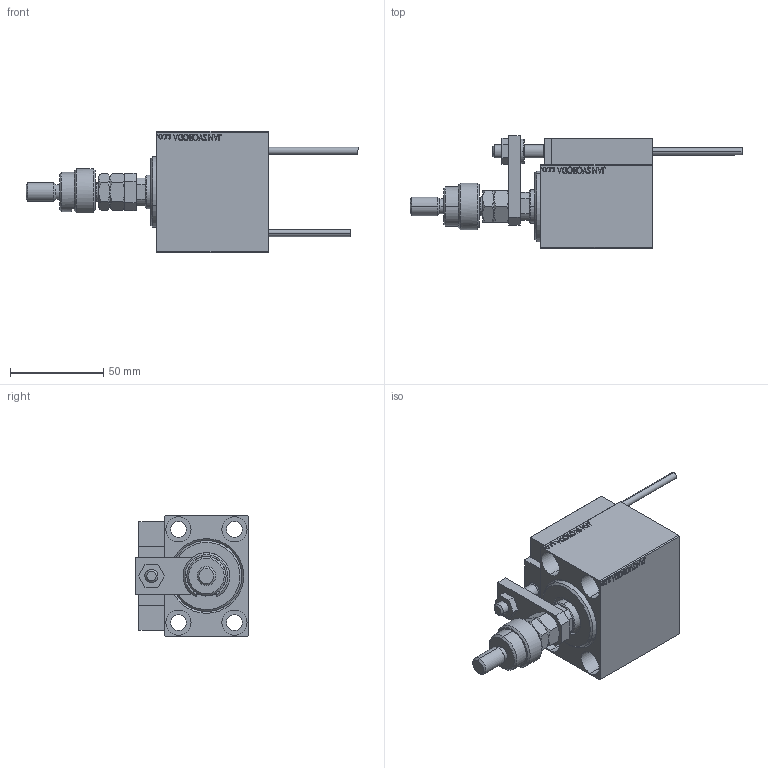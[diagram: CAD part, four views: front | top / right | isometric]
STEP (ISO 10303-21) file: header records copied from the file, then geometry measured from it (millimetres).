
FILE_DESCRIPTION (( 'STEP AP203' ), '1' );
FILE_NAME ('1348.STEP', '2022-04-17T00:33:04', ( '' ), ( '' ), 'SwSTEP 2.0', 'SolidWorks 2019', '' );
FILE_SCHEMA (( 'CONFIG_CONTROL_DESIGN' ));
Length unit declared in the file: millimetre
Products named in the file (18): NUT_D12 cd0083dd6e9864e5216f1a787f71944b; V450CM_C_Body cd0083dd6e9864e5216f1a787f71944b; FEMALE_PART_FOR_DFA cd0083dd6e9864e5216f1a787f71944b; ZARAZKA cd0083dd6e9864e5216f1a787f71944b; V450CM_C_VCP cd0083dd6e9864e5216f1a787f71944b; SWITCH DIM B,W cd0083dd6e9864e5216f1a787f71944b; TYC_L79 cd0083dd6e9864e5216f1a787f71944b; ALLEN BOLT D8 cd0083dd6e9864e5216f1a787f71944b; SWITCH_X_FRONT_BACK cd0083dd6e9864e5216f1a787f71944b; Block cd0083dd6e9864e5216f1a787f71944b; MFA cd0083dd6e9864e5216f1a787f71944b; V450CM_VC_B cd0083dd6e9864e5216f1a787f71944b; MAGNET cd0083dd6e9864e5216f1a787f71944b; 1348; X_Y_DFA cd0083dd6e9864e5216f1a787f71944b; KONCOVKA cd0083dd6e9864e5216f1a787f71944b; ALLEN BOLT D5 cd0083dd6e9864e5216f1a787f71944b; SWITCH X cd0083dd6e9864e5216f1a787f71944b
Assembly tree (27 placements, depth 3):
  1348
    V450CM_C_Body cd0083dd6e9864e5216f1a787f71944b
    SWITCH X cd0083dd6e9864e5216f1a787f71944b
      SWITCH_X_FRONT_BACK cd0083dd6e9864e5216f1a787f71944b  x2
      TYC_L79 cd0083dd6e9864e5216f1a787f71944b
      Block cd0083dd6e9864e5216f1a787f71944b  x2
      ALLEN BOLT D5 cd0083dd6e9864e5216f1a787f71944b  x4
      ALLEN BOLT D8 cd0083dd6e9864e5216f1a787f71944b  x4
      MAGNET cd0083dd6e9864e5216f1a787f71944b  x2
      KONCOVKA cd0083dd6e9864e5216f1a787f71944b  x2
    NUT_D12 cd0083dd6e9864e5216f1a787f71944b
    SWITCH DIM B,W cd0083dd6e9864e5216f1a787f71944b
    ZARAZKA cd0083dd6e9864e5216f1a787f71944b
    V450CM_C_VCP cd0083dd6e9864e5216f1a787f71944b
    V450CM_VC_B cd0083dd6e9864e5216f1a787f71944b
    X_Y_DFA cd0083dd6e9864e5216f1a787f71944b
      FEMALE_PART_FOR_DFA cd0083dd6e9864e5216f1a787f71944b
      MFA cd0083dd6e9864e5216f1a787f71944b
Bounding box: 178 x 60.5 x 65 mm (x, y, z)
Volume: 210925.2 mm3; surface area: 66792.1 mm2
Topology: 25 solids, 25 shells, 1363 faces, 3246 edges, 2063 vertices
Faces by surface type: plane 588, bspline 380, cylinder 197, cone 146, torus 48, sphere 4
Entity records: 52912 total; most frequent: CARTESIAN_POINT 26603, ORIENTED_EDGE 5512, DIRECTION 3830, EDGE_CURVE 2756, VERTEX_POINT 1787, LINE 1538, VECTOR 1538, EDGE_LOOP 1275
